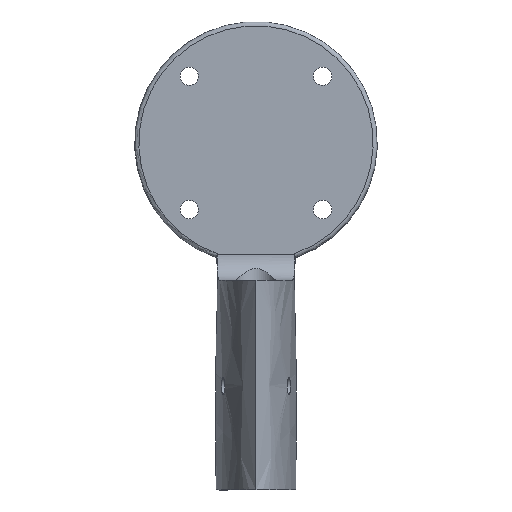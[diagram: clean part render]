
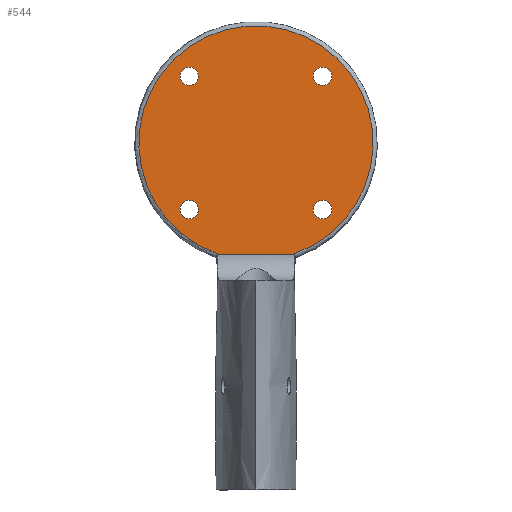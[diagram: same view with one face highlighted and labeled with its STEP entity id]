
A CAD part, front view. The second image highlights one B-rep face of the part: STEP entity #544.
In plain terms, the highlighted planar face has unit normal (0, -1, 0).
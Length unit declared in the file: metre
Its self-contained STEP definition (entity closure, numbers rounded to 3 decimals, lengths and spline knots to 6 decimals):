
#31=LINE('',#1168,#47);
#33=LINE('',#1237,#49);
#45=LINE('',#1316,#61);
#47=VECTOR('',#649,1.);
#49=VECTOR('',#651,1.);
#61=VECTOR('',#703,1.);
#68=PLANE('',#599);
#86=CIRCLE('',#600,0.00215);
#87=CIRCLE('',#601,0.00215);
#88=CIRCLE('',#602,0.00215);
#89=CIRCLE('',#603,0.00215);
#90=CIRCLE('',#604,0.027345);
#176=ORIENTED_EDGE('',*,*,#289,.T.);
#177=ORIENTED_EDGE('',*,*,#290,.T.);
#178=ORIENTED_EDGE('',*,*,#291,.T.);
#179=ORIENTED_EDGE('',*,*,#292,.T.);
#180=ORIENTED_EDGE('',*,*,#258,.F.);
#181=ORIENTED_EDGE('',*,*,#293,.T.);
#182=ORIENTED_EDGE('',*,*,#265,.T.);
#183=ORIENTED_EDGE('',*,*,#294,.T.);
#258=EDGE_CURVE('',#324,#325,#31,.F.);
#265=EDGE_CURVE('',#329,#328,#33,.F.);
#289=EDGE_CURVE('',#345,#345,#86,.F.);
#290=EDGE_CURVE('',#346,#346,#87,.F.);
#291=EDGE_CURVE('',#347,#347,#88,.F.);
#292=EDGE_CURVE('',#348,#348,#89,.F.);
#293=EDGE_CURVE('',#324,#329,#45,.F.);
#294=EDGE_CURVE('',#328,#325,#90,.T.);
#324=VERTEX_POINT('',#1167);
#325=VERTEX_POINT('',#1169);
#328=VERTEX_POINT('',#1236);
#329=VERTEX_POINT('',#1238);
#345=VERTEX_POINT('',#1309);
#346=VERTEX_POINT('',#1311);
#347=VERTEX_POINT('',#1313);
#348=VERTEX_POINT('',#1315);
#410=EDGE_LOOP('',(#176));
#411=EDGE_LOOP('',(#177));
#412=EDGE_LOOP('',(#178));
#413=EDGE_LOOP('',(#179));
#414=EDGE_LOOP('',(#180,#181,#182,#183));
#482=FACE_BOUND('',#410,.T.);
#483=FACE_BOUND('',#411,.T.);
#484=FACE_BOUND('',#412,.T.);
#485=FACE_BOUND('',#413,.T.);
#486=FACE_BOUND('',#414,.T.);
#544=ADVANCED_FACE('',(#482,#483,#484,#485,#486),#68,.T.);
#599=AXIS2_PLACEMENT_3D('',#1307,#693,#694);
#600=AXIS2_PLACEMENT_3D('',#1308,#695,#696);
#601=AXIS2_PLACEMENT_3D('',#1310,#697,#698);
#602=AXIS2_PLACEMENT_3D('',#1312,#699,#700);
#603=AXIS2_PLACEMENT_3D('',#1314,#701,#702);
#604=AXIS2_PLACEMENT_3D('',#1317,#704,#705);
#649=DIRECTION('',(0.,0.,-1.));
#651=DIRECTION('',(0.,0.,-1.));
#693=DIRECTION('',(0.,-1.,0.));
#694=DIRECTION('',(0.,0.,-1.));
#695=DIRECTION('',(0.,-1.,0.));
#696=DIRECTION('',(0.,0.,-1.));
#697=DIRECTION('',(0.,-1.,0.));
#698=DIRECTION('',(0.,0.,-1.));
#699=DIRECTION('',(0.,-1.,0.));
#700=DIRECTION('',(0.,0.,-1.));
#701=DIRECTION('',(0.,-1.,0.));
#702=DIRECTION('',(0.,0.,-1.));
#703=DIRECTION('',(-1.,0.,0.));
#704=DIRECTION('',(0.,-1.,0.));
#705=DIRECTION('',(0.,0.,-1.));
#1167=CARTESIAN_POINT('',(-0.009093,-0.078723,0.0565));
#1168=CARTESIAN_POINT('',(-0.009093,-0.078723,0.04175));
#1169=CARTESIAN_POINT('',(-0.009093,-0.078723,0.056712));
#1236=CARTESIAN_POINT('',(0.009093,-0.078723,0.056712));
#1237=CARTESIAN_POINT('',(0.009093,-0.078723,0.04175));
#1238=CARTESIAN_POINT('',(0.009093,-0.078723,0.0565));
#1307=CARTESIAN_POINT('',(0.,-0.078723,0.109773));
#1308=CARTESIAN_POINT('',(-0.015556,-0.078723,0.066944));
#1309=CARTESIAN_POINT('',(-0.015556,-0.078723,0.064794));
#1310=CARTESIAN_POINT('',(-0.015556,-0.078723,0.098056));
#1311=CARTESIAN_POINT('',(-0.015556,-0.078723,0.095906));
#1312=CARTESIAN_POINT('',(0.015556,-0.078723,0.098056));
#1313=CARTESIAN_POINT('',(0.015556,-0.078723,0.095906));
#1314=CARTESIAN_POINT('',(0.015556,-0.078723,0.066944));
#1315=CARTESIAN_POINT('',(0.015556,-0.078723,0.064794));
#1316=CARTESIAN_POINT('',(0.009093,-0.078723,0.0565));
#1317=CARTESIAN_POINT('',(0.,-0.078723,0.0825));
